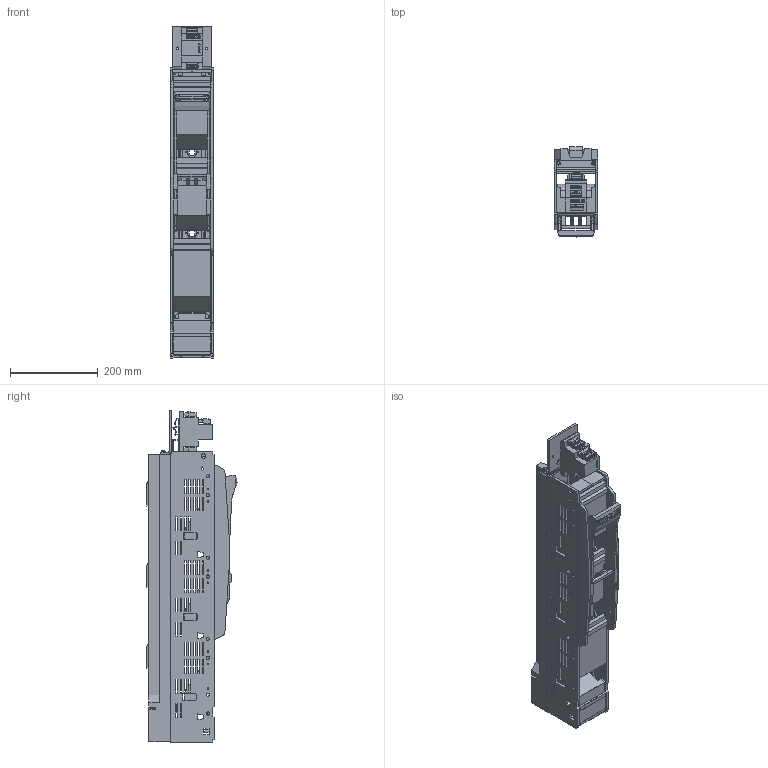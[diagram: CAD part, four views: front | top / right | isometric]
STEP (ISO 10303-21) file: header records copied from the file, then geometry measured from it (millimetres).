
FILE_DESCRIPTION(('CATIA V5 STEP'),'2;1');
FILE_NAME('L0772_NH_Sicherungslastschaltleiste_SL1_3x3_3A_ES00.stp','2019-01-29T07:49:59+00:00',('none'),('Jean Müller GmbH'),'CATIA Version 5 Release 19 SP 9 (IN-10)','CATIA V5 STEP AP214','none');
FILE_SCHEMA(('AUTOMOTIVE_DESIGN { 1 0 10303 214 1 1 1 1 }'));
Products named in the file (1): L0772_NH-Sicherungslastschaltleiste SL1-3x3/3A/ES00
Bounding box: 100 x 205.05 x 756.28 mm (x, y, z)
Volume: 3390515.2 mm3; surface area: 1145990.9 mm2
Topology: 18 solids, 22 shells, 3093 faces, 8224 edges, 5225 vertices
Faces by surface type: plane 2617, cylinder 414, cone 46, bspline 8, sphere 4, torus 4
Entity records: 90920 total; most frequent: CARTESIAN_POINT 17333, ORIENTED_EDGE 16440, DIRECTION 12528, EDGE_CURVE 8220, VECTOR 7024, LINE 7024, VERTEX_POINT 5225, EDGE_LOOP 3573
